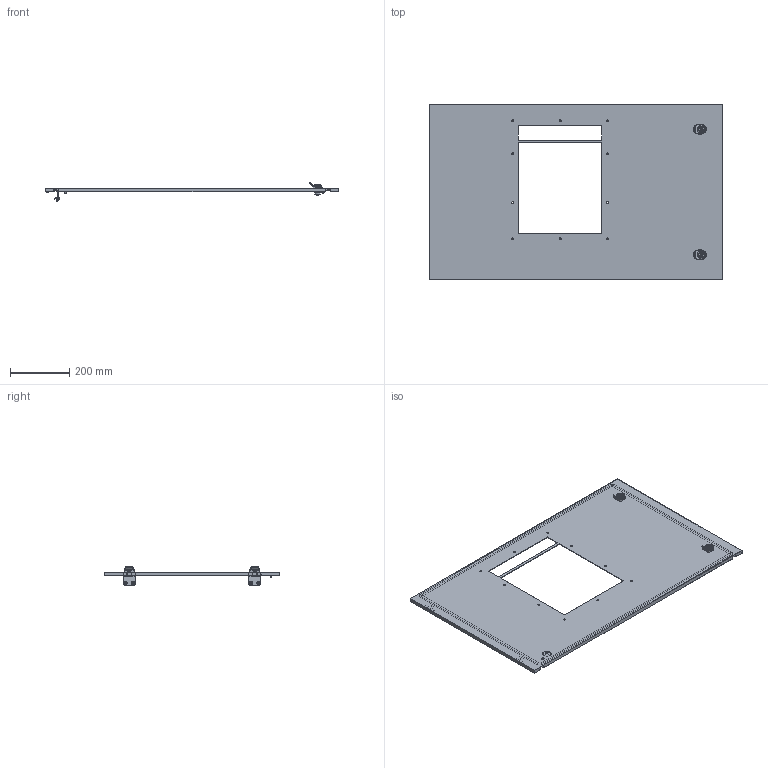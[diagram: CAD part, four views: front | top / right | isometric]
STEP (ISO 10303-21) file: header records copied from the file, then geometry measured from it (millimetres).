
FILE_DESCRIPTION (( 'STEP AP203' ), '1' );
FILE_NAME ('FO-00-ESDG-060-100 FORMAT Äâåðü ñåêö. âíåø. 600õ1000 IEK.STEP', '2025-01-21T08:27:33', ( '' ), ( '' ), 'SwSTEP 2.0', 'SolidWorks 2022', '' );
FILE_SCHEMA (( 'CONFIG_CONTROL_DESIGN' ));
Products named in the file (3): FO-00-ESDG-060-100 FORMAT Дверь секц. внеш. 600х1000 IEK; Петля
Assembly tree (3 placements, depth 2):
  FO-00-ESDG-060-100 FORMAT Дверь секц. внеш. 600х1000 IEK
    FO-00-ESDG-060-100 FORMAT Дверь секц. внеш. 600х1000 IEK
    Петля  x2
Bounding box: 995 x 596 x 62.56 mm (x, y, z)
Volume: 1270962.5 mm3; surface area: 1197467.1 mm2
Topology: 16 solids, 22 shells, 1999 faces, 5507 edges, 3476 vertices
Faces by surface type: cylinder 682, plane 575, bspline 434, cone 116, sphere 114, torus 78
Entity records: 110753 total; most frequent: CARTESIAN_POINT 66485, ORIENTED_EDGE 10420, DIRECTION 7680, EDGE_CURVE 5210, VERTEX_POINT 3294, AXIS2_PLACEMENT_3D 2823, LINE 2034, VECTOR 2034
